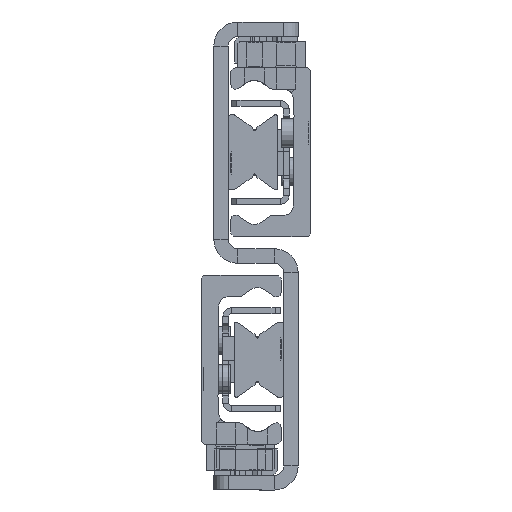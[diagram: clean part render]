
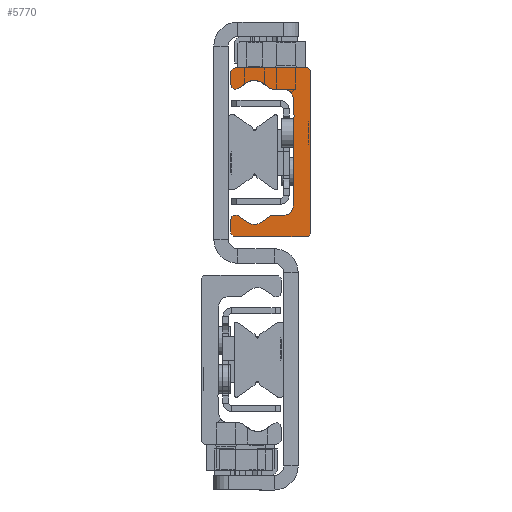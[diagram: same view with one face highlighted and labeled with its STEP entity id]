
A CAD part, left-side view. The second image highlights one B-rep face of the part: STEP entity #5770.
In plain terms, the highlighted planar face has unit normal (-1, 0, 0).
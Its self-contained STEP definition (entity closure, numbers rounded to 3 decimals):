
#4540=CARTESIAN_POINT('',(0.0,4.75,-11.1));
#4541=VERTEX_POINT('',#4540);
#4548=CARTESIAN_POINT('',(0.0,2.75,-13.1));
#4549=VERTEX_POINT('',#4548);
#4550=CARTESIAN_POINT('',(0.0,2.75,-11.1));
#4551=DIRECTION('',(-1.0,0.0,0.0));
#4552=DIRECTION('',(0.0,0.0,1.0));
#4553=AXIS2_PLACEMENT_3D('',#4550,#4551,#4552);
#4554=CIRCLE('',#4553,2.);
#4555=EDGE_CURVE('',#4541,#4549,#4554,.T.);
#4744=CARTESIAN_POINT('',(0.0,-0.14,-13.281));
#4745=VERTEX_POINT('',#4744);
#4752=CARTESIAN_POINT('',(0.0,-1.916,-14.524));
#4753=VERTEX_POINT('',#4752);
#4754=CARTESIAN_POINT('',(0.0,-0.14,-13.281));
#4755=DIRECTION('',(0.0,-0.819,-0.574));
#4756=VECTOR('',#4755,2.168);
#4757=LINE('',#4754,#4756);
#4758=EDGE_CURVE('',#4745,#4753,#4757,.T.);
#4883=CARTESIAN_POINT('',(0.0,8.25,16.85));
#4884=VERTEX_POINT('',#4883);
#4891=CARTESIAN_POINT('',(0.0,7.6,17.5));
#4892=VERTEX_POINT('',#4891);
#4893=CARTESIAN_POINT('',(0.0,7.6,16.85));
#4894=DIRECTION('',(1.0,0.0,0.0));
#4895=DIRECTION('',(0.0,1.0,0.0));
#4896=AXIS2_PLACEMENT_3D('',#4893,#4894,#4895);
#4897=CIRCLE('',#4896,0.65);
#4898=EDGE_CURVE('',#4884,#4892,#4897,.T.);
#4922=CARTESIAN_POINT('',(0.0,8.25,-16.85));
#4923=VERTEX_POINT('',#4922);
#4930=CARTESIAN_POINT('',(0.0,8.25,-16.85));
#4931=DIRECTION('',(0.0,0.0,1.0));
#4932=VECTOR('',#4931,33.7);
#4933=LINE('',#4930,#4932);
#4934=EDGE_CURVE('',#4923,#4884,#4933,.T.);
#5008=CARTESIAN_POINT('',(0.0,7.6,-17.5));
#5009=VERTEX_POINT('',#5008);
#5016=CARTESIAN_POINT('',(0.0,7.6,-16.85));
#5017=DIRECTION('',(1.0,0.0,0.0));
#5018=DIRECTION('',(0.0,0.0,-1.0));
#5019=AXIS2_PLACEMENT_3D('',#5016,#5017,#5018);
#5020=CIRCLE('',#5019,0.65);
#5021=EDGE_CURVE('',#5009,#4923,#5020,.T.);
#5040=CARTESIAN_POINT('',(0.0,-7.25,-17.5));
#5041=VERTEX_POINT('',#5040);
#5048=CARTESIAN_POINT('',(0.0,-7.25,-17.5));
#5049=DIRECTION('',(0.0,1.0,0.0));
#5050=VECTOR('',#5049,14.85);
#5051=LINE('',#5048,#5050);
#5052=EDGE_CURVE('',#5041,#5009,#5051,.T.);
#5084=CARTESIAN_POINT('',(0.0,-8.25,-16.5));
#5085=VERTEX_POINT('',#5084);
#5092=CARTESIAN_POINT('',(0.0,-7.25,-16.5));
#5093=DIRECTION('',(1.0,0.0,0.0));
#5094=DIRECTION('',(0.0,-1.0,0.0));
#5095=AXIS2_PLACEMENT_3D('',#5092,#5093,#5094);
#5096=CIRCLE('',#5095,1.);
#5097=EDGE_CURVE('',#5085,#5041,#5096,.T.);
#5116=CARTESIAN_POINT('',(0.0,-8.25,-13.98));
#5117=VERTEX_POINT('',#5116);
#5124=CARTESIAN_POINT('',(0.0,-8.25,-13.98));
#5125=DIRECTION('',(0.0,0.0,-1.0));
#5126=VECTOR('',#5125,2.52);
#5127=LINE('',#5124,#5126);
#5128=EDGE_CURVE('',#5117,#5085,#5127,.T.);
#5148=CARTESIAN_POINT('',(0.0,-6.708,-13.177));
#5149=VERTEX_POINT('',#5148);
#5156=CARTESIAN_POINT('',(0.0,-7.27,-13.98));
#5157=DIRECTION('',(1.0,0.0,0.0));
#5158=DIRECTION('',(0.0,0.574,0.819));
#5159=AXIS2_PLACEMENT_3D('',#5156,#5157,#5158);
#5160=CIRCLE('',#5159,0.98);
#5161=EDGE_CURVE('',#5149,#5117,#5160,.T.);
#5173=CARTESIAN_POINT('',(0.0,-4.784,-14.524));
#5174=VERTEX_POINT('',#5173);
#5181=CARTESIAN_POINT('',(0.0,-4.784,-14.524));
#5182=DIRECTION('',(0.0,-0.819,0.574));
#5183=VECTOR('',#5182,2.349);
#5184=LINE('',#5181,#5183);
#5185=EDGE_CURVE('',#5174,#5149,#5184,.T.);
#5207=CARTESIAN_POINT('',(0.0,-3.35,-12.477));
#5208=DIRECTION('',(-1.0,0.0,0.0));
#5209=DIRECTION('',(0.0,0.574,0.819));
#5210=AXIS2_PLACEMENT_3D('',#5207,#5208,#5209);
#5211=CIRCLE('',#5210,2.5);
#5212=EDGE_CURVE('',#4753,#5174,#5211,.T.);
#5232=CARTESIAN_POINT('',(0.0,0.433,-13.1));
#5233=VERTEX_POINT('',#5232);
#5240=CARTESIAN_POINT('',(0.0,0.433,-14.1));
#5241=DIRECTION('',(1.0,0.0,0.0));
#5242=DIRECTION('',(0.0,0.0,1.0));
#5243=AXIS2_PLACEMENT_3D('',#5240,#5241,#5242);
#5244=CIRCLE('',#5243,1.);
#5245=EDGE_CURVE('',#5233,#4745,#5244,.T.);
#5260=CARTESIAN_POINT('',(0.0,2.75,-13.1));
#5261=DIRECTION('',(0.0,-1.0,0.0));
#5262=VECTOR('',#5261,2.317);
#5263=LINE('',#5260,#5262);
#5264=EDGE_CURVE('',#4549,#5233,#5263,.T.);
#5290=CARTESIAN_POINT('',(0.0,4.75,-7.75));
#5291=VERTEX_POINT('',#5290);
#5298=CARTESIAN_POINT('',(0.0,4.75,-7.75));
#5299=DIRECTION('',(0.0,0.0,-1.0));
#5300=VECTOR('',#5299,3.35);
#5301=LINE('',#5298,#5300);
#5302=EDGE_CURVE('',#5291,#4541,#5301,.T.);
#5322=CARTESIAN_POINT('',(0.0,4.75,-7.25));
#5323=VERTEX_POINT('',#5322);
#5330=CARTESIAN_POINT('',(0.0,4.75,-7.5));
#5331=DIRECTION('',(-1.0,0.0,0.0));
#5332=DIRECTION('',(0.0,0.0,1.0));
#5333=AXIS2_PLACEMENT_3D('',#5330,#5331,#5332);
#5334=CIRCLE('',#5333,0.25);
#5335=EDGE_CURVE('',#5323,#5291,#5334,.T.);
#5354=CARTESIAN_POINT('',(0.0,4.75,11.1));
#5355=VERTEX_POINT('',#5354);
#5362=CARTESIAN_POINT('',(0.0,4.75,11.1));
#5363=DIRECTION('',(0.0,0.0,-1.0));
#5364=VECTOR('',#5363,18.35);
#5365=LINE('',#5362,#5364);
#5366=EDGE_CURVE('',#5355,#5323,#5365,.T.);
#5440=CARTESIAN_POINT('',(0.0,2.75,13.1));
#5441=VERTEX_POINT('',#5440);
#5448=CARTESIAN_POINT('',(0.0,2.75,11.1));
#5449=DIRECTION('',(-1.0,0.0,0.0));
#5450=DIRECTION('',(0.0,-1.0,0.0));
#5451=AXIS2_PLACEMENT_3D('',#5448,#5449,#5450);
#5452=CIRCLE('',#5451,2.);
#5453=EDGE_CURVE('',#5441,#5355,#5452,.T.);
#5472=CARTESIAN_POINT('',(0.0,0.433,13.1));
#5473=VERTEX_POINT('',#5472);
#5480=CARTESIAN_POINT('',(0.0,0.433,13.1));
#5481=DIRECTION('',(0.0,1.0,0.0));
#5482=VECTOR('',#5481,2.317);
#5483=LINE('',#5480,#5482);
#5484=EDGE_CURVE('',#5473,#5441,#5483,.T.);
#5504=CARTESIAN_POINT('',(0.0,-0.14,13.281));
#5505=VERTEX_POINT('',#5504);
#5512=CARTESIAN_POINT('',(0.0,0.433,14.1));
#5513=DIRECTION('',(1.0,0.0,0.0));
#5514=DIRECTION('',(0.0,-0.574,-0.819));
#5515=AXIS2_PLACEMENT_3D('',#5512,#5513,#5514);
#5516=CIRCLE('',#5515,1.);
#5517=EDGE_CURVE('',#5505,#5473,#5516,.T.);
#5536=CARTESIAN_POINT('',(0.0,-1.916,14.524));
#5537=VERTEX_POINT('',#5536);
#5544=CARTESIAN_POINT('',(0.0,-1.916,14.524));
#5545=DIRECTION('',(0.0,0.819,-0.574));
#5546=VECTOR('',#5545,2.168);
#5547=LINE('',#5544,#5546);
#5548=EDGE_CURVE('',#5537,#5505,#5547,.T.);
#5568=CARTESIAN_POINT('',(0.0,-4.784,14.524));
#5569=VERTEX_POINT('',#5568);
#5576=CARTESIAN_POINT('',(0.0,-3.35,12.477));
#5577=DIRECTION('',(-1.0,0.0,0.0));
#5578=DIRECTION('',(0.0,-0.574,-0.819));
#5579=AXIS2_PLACEMENT_3D('',#5576,#5577,#5578);
#5580=CIRCLE('',#5579,2.5);
#5581=EDGE_CURVE('',#5569,#5537,#5580,.T.);
#5600=CARTESIAN_POINT('',(0.0,-6.708,13.177));
#5601=VERTEX_POINT('',#5600);
#5608=CARTESIAN_POINT('',(0.0,-6.708,13.177));
#5609=DIRECTION('',(0.0,0.819,0.574));
#5610=VECTOR('',#5609,2.349);
#5611=LINE('',#5608,#5610);
#5612=EDGE_CURVE('',#5601,#5569,#5611,.T.);
#5632=CARTESIAN_POINT('',(0.0,-8.25,13.98));
#5633=VERTEX_POINT('',#5632);
#5640=CARTESIAN_POINT('',(0.0,-7.27,13.98));
#5641=DIRECTION('',(1.0,0.0,0.0));
#5642=DIRECTION('',(0.0,-1.0,0.0));
#5643=AXIS2_PLACEMENT_3D('',#5640,#5641,#5642);
#5644=CIRCLE('',#5643,0.98);
#5645=EDGE_CURVE('',#5633,#5601,#5644,.T.);
#5664=CARTESIAN_POINT('',(0.0,-8.25,16.5));
#5665=VERTEX_POINT('',#5664);
#5672=CARTESIAN_POINT('',(0.0,-8.25,16.5));
#5673=DIRECTION('',(0.0,0.0,-1.0));
#5674=VECTOR('',#5673,2.52);
#5675=LINE('',#5672,#5674);
#5676=EDGE_CURVE('',#5665,#5633,#5675,.T.);
#5696=CARTESIAN_POINT('',(0.0,-7.25,17.5));
#5697=VERTEX_POINT('',#5696);
#5704=CARTESIAN_POINT('',(0.0,-7.25,16.5));
#5705=DIRECTION('',(1.0,0.0,0.0));
#5706=DIRECTION('',(0.0,0.0,1.0));
#5707=AXIS2_PLACEMENT_3D('',#5704,#5705,#5706);
#5708=CIRCLE('',#5707,1.);
#5709=EDGE_CURVE('',#5697,#5665,#5708,.T.);
#5727=CARTESIAN_POINT('',(0.0,7.6,17.5));
#5728=DIRECTION('',(0.0,-1.0,0.0));
#5729=VECTOR('',#5728,14.85);
#5730=LINE('',#5727,#5729);
#5731=EDGE_CURVE('',#4892,#5697,#5730,.T.);
#5737=CARTESIAN_POINT('',(0.0,2.258,-0.017));
#5738=DIRECTION('',(1.0,0.0,0.0));
#5739=DIRECTION('',(0.0,0.0,-1.0));
#5740=AXIS2_PLACEMENT_3D('',#5737,#5738,#5739);
#5741=PLANE('',#5740);
#5742=ORIENTED_EDGE('',*,*,#5731,.F.);
#5743=ORIENTED_EDGE('',*,*,#4898,.F.);
#5744=ORIENTED_EDGE('',*,*,#4934,.F.);
#5745=ORIENTED_EDGE('',*,*,#5021,.F.);
#5746=ORIENTED_EDGE('',*,*,#5052,.F.);
#5747=ORIENTED_EDGE('',*,*,#5097,.F.);
#5748=ORIENTED_EDGE('',*,*,#5128,.F.);
#5749=ORIENTED_EDGE('',*,*,#5161,.F.);
#5750=ORIENTED_EDGE('',*,*,#5185,.F.);
#5751=ORIENTED_EDGE('',*,*,#5212,.F.);
#5752=ORIENTED_EDGE('',*,*,#4758,.F.);
#5753=ORIENTED_EDGE('',*,*,#5245,.F.);
#5754=ORIENTED_EDGE('',*,*,#5264,.F.);
#5755=ORIENTED_EDGE('',*,*,#4555,.F.);
#5756=ORIENTED_EDGE('',*,*,#5302,.F.);
#5757=ORIENTED_EDGE('',*,*,#5335,.F.);
#5758=ORIENTED_EDGE('',*,*,#5366,.F.);
#5759=ORIENTED_EDGE('',*,*,#5453,.F.);
#5760=ORIENTED_EDGE('',*,*,#5484,.F.);
#5761=ORIENTED_EDGE('',*,*,#5517,.F.);
#5762=ORIENTED_EDGE('',*,*,#5548,.F.);
#5763=ORIENTED_EDGE('',*,*,#5581,.F.);
#5764=ORIENTED_EDGE('',*,*,#5612,.F.);
#5765=ORIENTED_EDGE('',*,*,#5645,.F.);
#5766=ORIENTED_EDGE('',*,*,#5676,.F.);
#5767=ORIENTED_EDGE('',*,*,#5709,.F.);
#5768=EDGE_LOOP('',(#5742,#5743,#5744,#5745,#5746,#5747,#5748,#5749,#5750,#5751,#5752,#5753,#5754,#5755,#5756,#5757,#5758,#5759,#5760,#5761,#5762,#5763,#5764,#5765,#5766,#5767));
#5769=FACE_OUTER_BOUND('',#5768,.T.);
#5770=ADVANCED_FACE('',(#5769),#5741,.F.);
